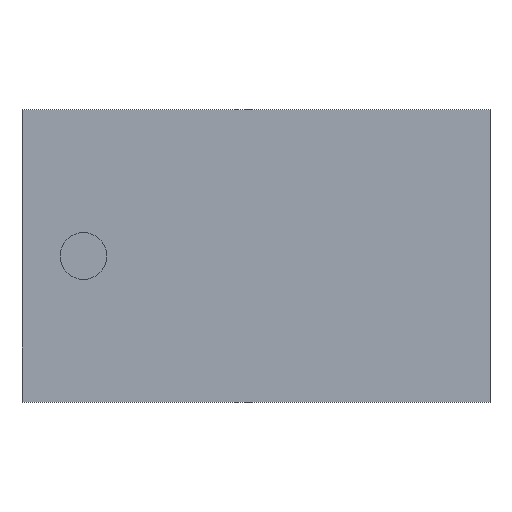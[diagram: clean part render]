
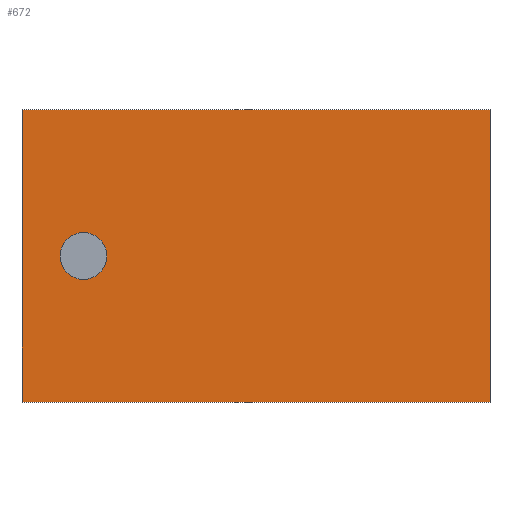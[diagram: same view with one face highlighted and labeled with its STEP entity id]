
A CAD part, top view. The second image highlights one B-rep face of the part: STEP entity #672.
In plain terms, the highlighted planar face has unit normal (0, 0, 1).
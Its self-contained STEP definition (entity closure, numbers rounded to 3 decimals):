
#53=FACE_OUTER_BOUND('',#98,.T.);
#98=EDGE_LOOP('',(#468,#469,#470,#471));
#142=LINE('',#976,#226);
#145=LINE('',#982,#229);
#148=LINE('',#988,#232);
#151=LINE('',#992,#235);
#226=VECTOR('',#783,10.);
#229=VECTOR('',#788,10.);
#232=VECTOR('',#793,10.);
#235=VECTOR('',#798,10.);
#310=VERTEX_POINT('',#973);
#311=VERTEX_POINT('',#975);
#313=VERTEX_POINT('',#981);
#315=VERTEX_POINT('',#987);
#368=EDGE_CURVE('',#311,#310,#142,.T.);
#371=EDGE_CURVE('',#313,#311,#145,.T.);
#374=EDGE_CURVE('',#315,#313,#148,.T.);
#377=EDGE_CURVE('',#310,#315,#151,.T.);
#468=ORIENTED_EDGE('',*,*,#377,.T.);
#469=ORIENTED_EDGE('',*,*,#374,.T.);
#470=ORIENTED_EDGE('',*,*,#371,.T.);
#471=ORIENTED_EDGE('',*,*,#368,.T.);
#628=PLANE('',#727);
#672=ADVANCED_FACE('',(#53),#628,.T.);
#727=AXIS2_PLACEMENT_3D('',#993,#799,#800);
#783=DIRECTION('',(1.,0.,0.));
#788=DIRECTION('',(0.,-1.,0.));
#793=DIRECTION('',(-1.,0.,0.));
#798=DIRECTION('',(0.,1.,0.));
#799=DIRECTION('center_axis',(0.,0.,1.));
#800=DIRECTION('ref_axis',(1.,0.,0.));
#973=CARTESIAN_POINT('',(1.,-0.625,0.77));
#975=CARTESIAN_POINT('',(-1.,-0.625,0.77));
#976=CARTESIAN_POINT('',(-1.,-0.625,0.77));
#981=CARTESIAN_POINT('',(-1.,0.625,0.77));
#982=CARTESIAN_POINT('',(-1.,0.625,0.77));
#987=CARTESIAN_POINT('',(1.,0.625,0.77));
#988=CARTESIAN_POINT('',(1.,0.625,0.77));
#992=CARTESIAN_POINT('',(1.,-0.625,0.77));
#993=CARTESIAN_POINT('Origin',(0.,0.,0.77));
